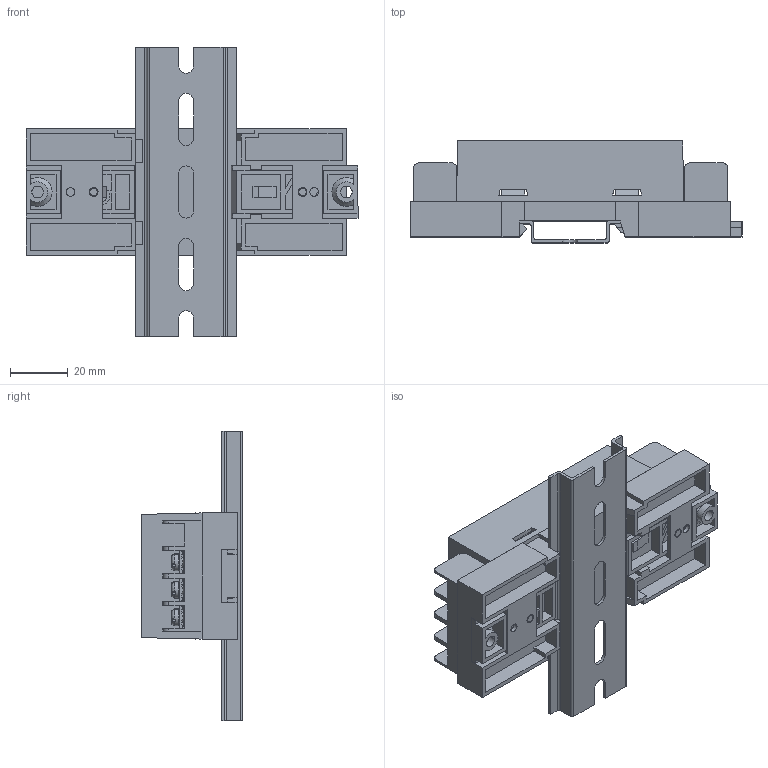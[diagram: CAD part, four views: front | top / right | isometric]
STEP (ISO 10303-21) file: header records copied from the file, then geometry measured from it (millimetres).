
FILE_DESCRIPTION (( 'STEP AP214' ), '1' );
FILE_NAME ('TPCS-43-06.STEP', '2022-01-17T12:42:35', ( '' ), ( '' ), 'SwSTEP 2.0', 'SolidWorks 2017', '' );
FILE_SCHEMA (( 'AUTOMOTIVE_DESIGN' ));
Length unit declared in the file: millimetre
Products named in the file (62): Screw-small; Gt-1-Terminal sheetmetal; Washer; Screw; Clip-Big; TerminalGT-1-4-ways; Gaurang-GT-1.plastic-6ways; Base PCB - TPP-43-0; Rail-35; Screw+Washer; Clip-Small; GT-1-MetalPart; Base Plate - TBP-43-0; Top Cover-TTPS-43; TPCS-43-06
Assembly tree (23 placements, depth 5):
  Screw-small
  Gt-1-Terminal sheetmetal
  Washer
  Gt-1-Terminal sheetmetal
  Screw
Bounding box: 114.5 x 35.1 x 100 mm (x, y, z)
Volume: 49096.5 mm3; surface area: 68597.9 mm2
Topology: 31 solids, 31 shells, 1562 faces, 4199 edges, 2690 vertices
Faces by surface type: plane 972, cylinder 522, cone 41, bspline 21, torus 6
Entity records: 26653 total; most frequent: CARTESIAN_POINT 5040, ORIENTED_EDGE 4336, DIRECTION 4132, EDGE_CURVE 2168, VECTOR 1630, LINE 1630, VERTEX_POINT 1413, AXIS2_PLACEMENT_3D 1251
